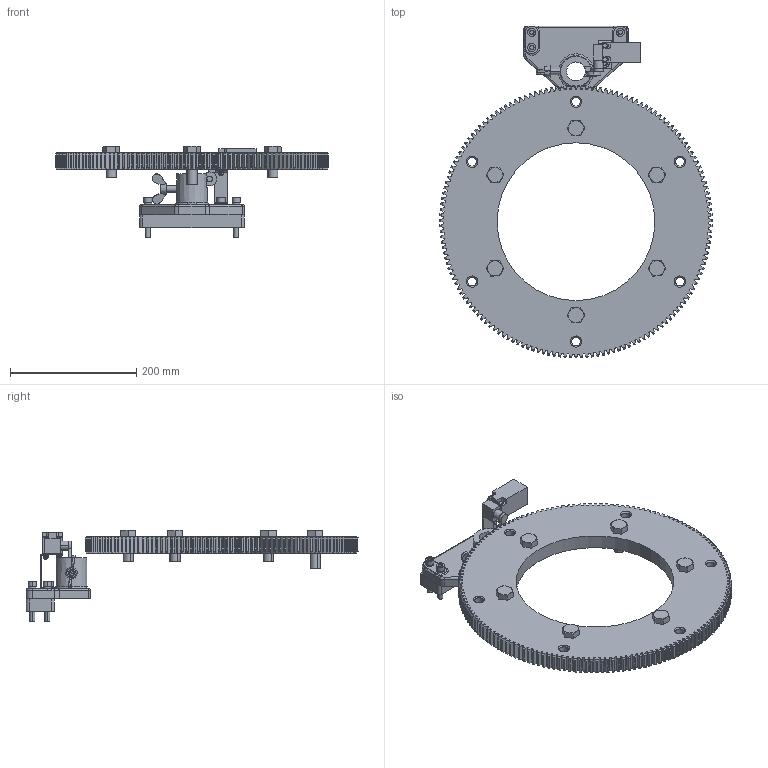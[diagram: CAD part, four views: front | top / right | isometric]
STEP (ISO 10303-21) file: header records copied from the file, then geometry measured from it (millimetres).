
FILE_DESCRIPTION (( 'STEP AP203' ), '1' );
FILE_NAME ('uapll340_78.STEP', '2022-11-03T08:59:28', ( '' ), ( '' ), '', '', '' );
FILE_SCHEMA (( 'CONFIG_CONTROL_DESIGN' ));
Products named in the file (1): uapll340_78
Bounding box: 431.69 x 525.85 x 144.5 mm (x, y, z)
Surface area: 412240.3 mm2 (no closed solid volume)
Topology: 0 solids, 50 shells, 1361 faces, 3960 edges, 2638 vertices
Faces by surface type: cylinder 445, cone 380, bspline 316, plane 207, torus 13
Entity records: 50226 total; most frequent: CARTESIAN_POINT 16863, ORIENTED_EDGE 7614, DIRECTION 5962, EDGE_CURVE 3960, VERTEX_POINT 2638, AXIS2_PLACEMENT_3D 2417, B_SPLINE_CURVE_WITH_KNOTS 1435, EDGE_LOOP 1432
